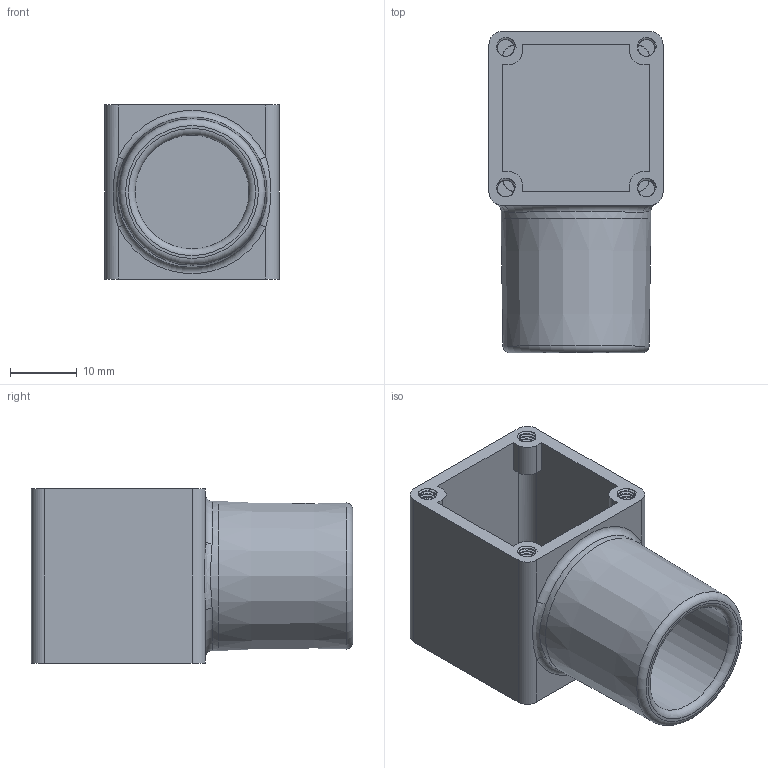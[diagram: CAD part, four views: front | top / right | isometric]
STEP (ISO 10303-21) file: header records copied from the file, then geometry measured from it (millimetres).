
FILE_DESCRIPTION(/* description */ (''),/* implementation_level */ '2;1');
FILE_NAME(/* name */ 'peep house.step',/* time_stamp */ '2020-12-18T16:35:52+06:00',/* author */ (''),/* organization */ (''),/* preprocessor_version */ 'ST-DEVELOPER v18.1',/* originating_system */ 'Autodesk Translation Framework v9.7.1.1290',/* authorisation */ '');
FILE_SCHEMA (('AUTOMOTIVE_DESIGN { 1 0 10303 214 3 1 1 }'));
Length unit declared in the file: millimetre
Products named in the file (1): peep house
Bounding box: 26 x 48 x 26 mm (x, y, z)
Volume: 8912.6 mm3; surface area: 8558.8 mm2
Topology: 1 solids, 1 shells, 185 faces, 552 edges, 365 vertices
Faces by surface type: cylinder 121, plane 30, bspline 28, torus 5, cone 1
Full cylindrical faces by diameter (mm): 2.529 x20, 3.086 x14, 17 x1, 22.4 x1
Entity records: 12818 total; most frequent: CARTESIAN_POINT 8352, ORIENTED_EDGE 1104, DIRECTION 666, EDGE_CURVE 552, VERTEX_POINT 365, B_SPLINE_CURVE_WITH_KNOTS 279, AXIS2_PLACEMENT_3D 235, LINE 196
